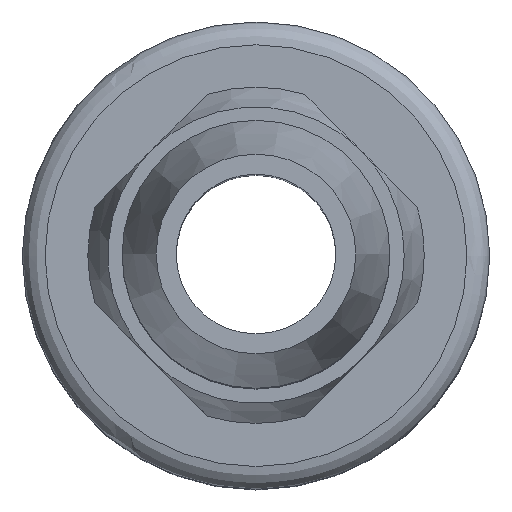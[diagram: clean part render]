
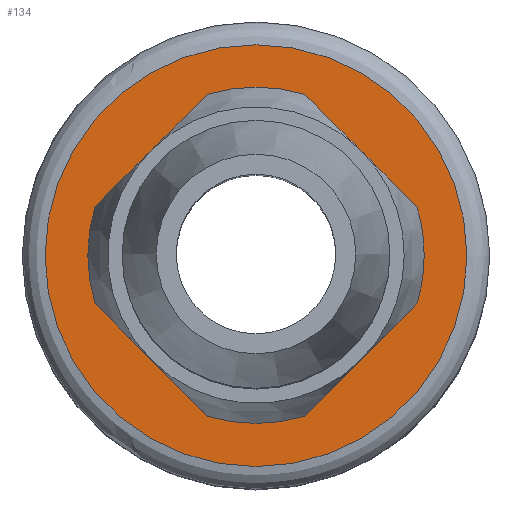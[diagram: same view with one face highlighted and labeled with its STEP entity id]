
A CAD part, top view. The second image highlights one B-rep face of the part: STEP entity #134.
In plain terms, the highlighted planar face has unit normal (0, 0, 1).
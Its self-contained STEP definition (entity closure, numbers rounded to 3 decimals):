
#93=PLANE('',#717);
#134=ADVANCED_FACE('',(#169,#170),#93,.T.);
#169=FACE_BOUND('',#229,.T.);
#170=FACE_BOUND('',#230,.T.);
#229=EDGE_LOOP('',(#355));
#230=EDGE_LOOP('',(#356));
#355=ORIENTED_EDGE('',*,*,#451,.T.);
#356=ORIENTED_EDGE('',*,*,#488,.F.);
#400=VERTEX_POINT('',#971);
#425=VERTEX_POINT('',#1115);
#451=EDGE_CURVE('',#400,#400,#528,.T.);
#488=EDGE_CURVE('',#425,#425,#540,.T.);
#528=CIRCLE('',#686,2.6);
#540=CIRCLE('',#716,3.7);
#686=AXIS2_PLACEMENT_3D('',#970,#780,#781);
#716=AXIS2_PLACEMENT_3D('',#1114,#848,#849);
#717=AXIS2_PLACEMENT_3D('',#1116,#850,#851);
#780=DIRECTION('',(0.,0.,-1.));
#781=DIRECTION('',(1.,0.,0.));
#848=DIRECTION('',(0.,0.,-1.));
#849=DIRECTION('',(1.,0.,0.));
#850=DIRECTION('',(0.,0.,1.));
#851=DIRECTION('',(0.,-1.,0.));
#970=CARTESIAN_POINT('',(0.,0.,6.2));
#971=CARTESIAN_POINT('',(2.6,0.,6.2));
#1114=CARTESIAN_POINT('',(0.,0.,6.2));
#1115=CARTESIAN_POINT('',(3.7,0.,6.2));
#1116=CARTESIAN_POINT('',(-4.07,4.07,6.2));
